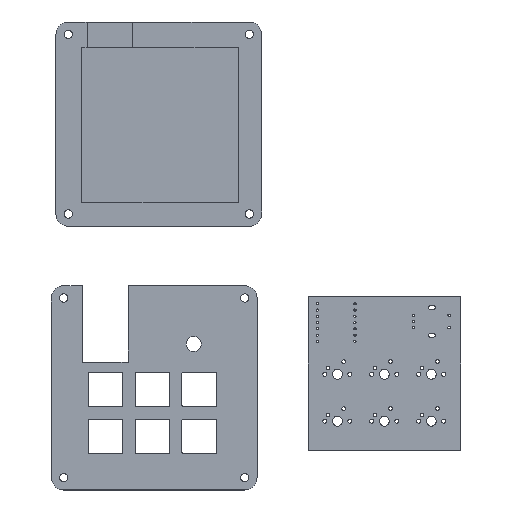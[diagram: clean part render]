
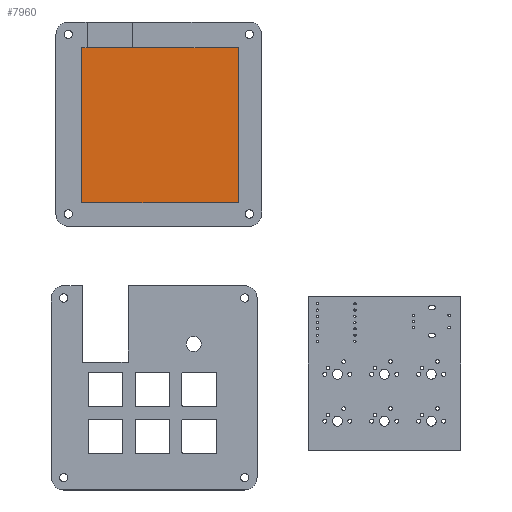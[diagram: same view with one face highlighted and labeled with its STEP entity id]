
A CAD part, top view. The second image highlights one B-rep face of the part: STEP entity #7960.
In plain terms, the highlighted planar face has unit normal (0, 0, 1).
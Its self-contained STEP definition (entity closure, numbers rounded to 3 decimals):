
#820=PLANE('',#8459);
#961=FACE_OUTER_BOUND('',#1402,.T.);
#1402=EDGE_LOOP('',(#5489,#5490,#5491,#5492));
#2001=LINE('',#10459,#2616);
#2003=LINE('',#10464,#2618);
#2004=LINE('',#10465,#2619);
#2005=LINE('',#10466,#2620);
#2616=VECTOR('',#8955,10.);
#2618=VECTOR('',#8959,10.);
#2619=VECTOR('',#8960,10.);
#2620=VECTOR('',#8961,10.);
#3428=VERTEX_POINT('',#10456);
#3429=VERTEX_POINT('',#10458);
#3430=VERTEX_POINT('',#10462);
#3431=VERTEX_POINT('',#10463);
#4249=EDGE_CURVE('',#3428,#3429,#2001,.T.);
#4251=EDGE_CURVE('',#3430,#3431,#2003,.T.);
#4252=EDGE_CURVE('',#3429,#3430,#2004,.T.);
#4253=EDGE_CURVE('',#3431,#3428,#2005,.T.);
#5489=ORIENTED_EDGE('',*,*,#4251,.F.);
#5490=ORIENTED_EDGE('',*,*,#4252,.F.);
#5491=ORIENTED_EDGE('',*,*,#4249,.F.);
#5492=ORIENTED_EDGE('',*,*,#4253,.F.);
#7960=ADVANCED_FACE('',(#961),#820,.T.);
#8459=AXIS2_PLACEMENT_3D('',#10461,#8957,#8958);
#8955=DIRECTION('',(1.,0.,0.));
#8957=DIRECTION('center_axis',(0.,0.,1.));
#8958=DIRECTION('ref_axis',(1.,0.,0.));
#8959=DIRECTION('',(-1.,0.,0.));
#8960=DIRECTION('',(0.,-1.,0.));
#8961=DIRECTION('',(0.,1.,0.));
#10456=CARTESIAN_POINT('',(-40.,90.,3.));
#10458=CARTESIAN_POINT('',(23.453,90.,3.));
#10459=CARTESIAN_POINT('',(-24.137,90.,3.));
#10461=CARTESIAN_POINT('Origin',(-8.273,58.544,3.));
#10462=CARTESIAN_POINT('',(23.453,27.087,3.));
#10463=CARTESIAN_POINT('',(-40.,27.087,3.));
#10464=CARTESIAN_POINT('',(7.59,27.087,3.));
#10465=CARTESIAN_POINT('',(23.453,74.272,3.));
#10466=CARTESIAN_POINT('',(-40.,42.815,3.));
